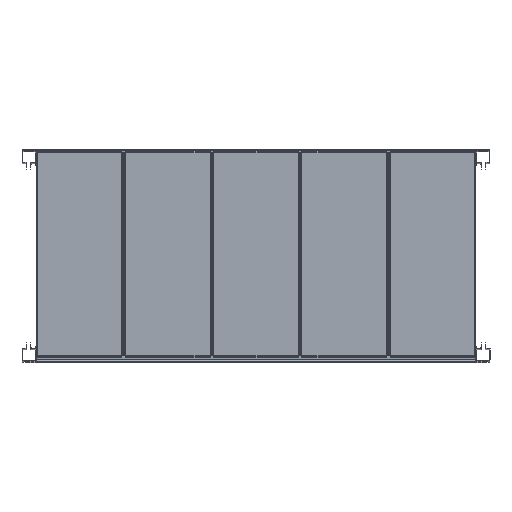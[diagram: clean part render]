
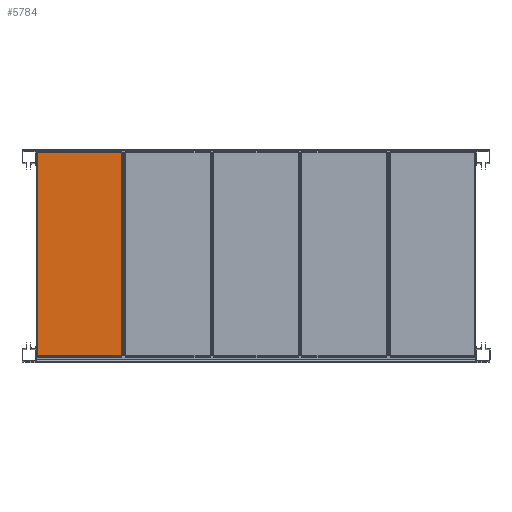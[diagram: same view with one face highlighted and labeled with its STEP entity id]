
A CAD part, top view. The second image highlights one B-rep face of the part: STEP entity #5784.
In plain terms, the highlighted planar face has unit normal (0, 0, 1).
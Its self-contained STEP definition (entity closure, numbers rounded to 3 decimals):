
#5784=ADVANCED_FACE('',(#11021),#11023,.T.);
#11021=FACE_BOUND('',#11022,.T.);
#11022=EDGE_LOOP('',(#15101,#15102,#15103,#15104));
#11023=PLANE('',#11024);
#11024=AXIS2_PLACEMENT_3D('',#11025,#11026,#11027);
#11025=CARTESIAN_POINT('',(0.,0.,1.));
#11026=DIRECTION('',(0.,0.,1.));
#11027=DIRECTION('',(-1.,0.,0.));
#15101=ORIENTED_EDGE('',*,*,#17160,.T.);
#15102=ORIENTED_EDGE('',*,*,#17161,.T.);
#15103=ORIENTED_EDGE('',*,*,#17162,.T.);
#15104=ORIENTED_EDGE('',*,*,#17163,.T.);
#17160=EDGE_CURVE('',#20393,#20394,#20395,.T.);
#17161=EDGE_CURVE('',#20394,#20396,#20397,.T.);
#17162=EDGE_CURVE('',#20396,#20398,#20399,.T.);
#17163=EDGE_CURVE('',#20398,#20393,#20400,.T.);
#20393=VERTEX_POINT('',#27528);
#20394=VERTEX_POINT('',#27529);
#20395=LINE('',#27530,#27531);
#20396=VERTEX_POINT('',#27533);
#20397=LINE('',#27534,#27535);
#20398=VERTEX_POINT('',#27537);
#20399=LINE('',#27538,#27539);
#20400=LINE('',#27541,#27542);
#27528=CARTESIAN_POINT('',(-120.,290.,1.));
#27529=CARTESIAN_POINT('',(-120.,-290.,1.));
#27530=CARTESIAN_POINT('',(-120.,290.,1.));
#27531=VECTOR('',#27532,1.);
#27532=DIRECTION('',(0.,-1.,0.));
#27533=CARTESIAN_POINT('',(120.,-290.,1.));
#27534=CARTESIAN_POINT('',(-120.,-290.,1.));
#27535=VECTOR('',#27536,1.);
#27536=DIRECTION('',(1.,0.,0.));
#27537=CARTESIAN_POINT('',(120.,290.,1.));
#27538=CARTESIAN_POINT('',(120.,-290.,1.));
#27539=VECTOR('',#27540,1.);
#27540=DIRECTION('',(0.,1.,0.));
#27541=CARTESIAN_POINT('',(120.,290.,1.));
#27542=VECTOR('',#27543,1.);
#27543=DIRECTION('',(-1.,0.,0.));
